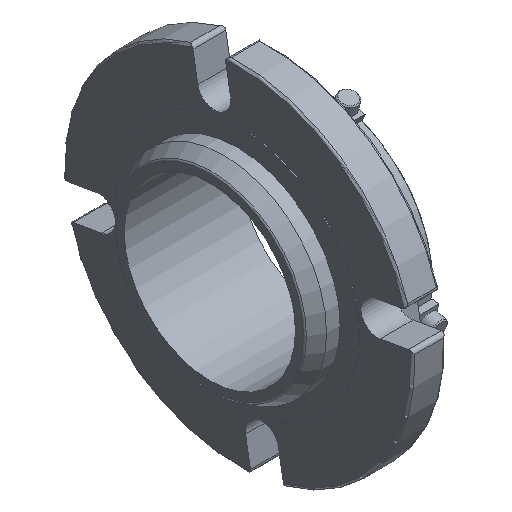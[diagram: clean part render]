
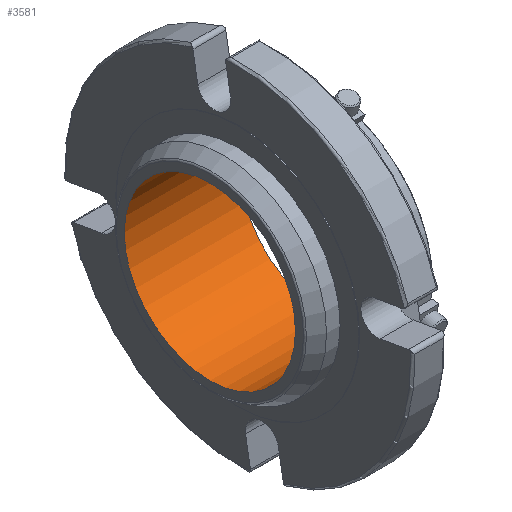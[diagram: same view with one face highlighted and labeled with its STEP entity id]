
A CAD part, isometric view. The second image highlights one B-rep face of the part: STEP entity #3581.
In plain terms, the highlighted cylindrical face has radius 61.913 mm (diameter 123.825 mm), a full revolution.
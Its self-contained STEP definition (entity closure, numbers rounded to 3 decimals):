
#711=ORIENTED_EDGE('',*,*,#1825,.T.);
#712=ORIENTED_EDGE('',*,*,#1826,.T.);
#1825=EDGE_CURVE('',#2382,#2382,#2768,.T.);
#1826=EDGE_CURVE('',#2383,#2383,#2769,.T.);
#2382=VERTEX_POINT('',#5241);
#2383=VERTEX_POINT('',#5243);
#2768=CIRCLE('',#3803,61.913);
#2769=CIRCLE('',#3804,61.913);
#2971=EDGE_LOOP('',(#711));
#2972=EDGE_LOOP('',(#712));
#3240=FACE_BOUND('',#2971,.T.);
#3241=FACE_BOUND('',#2972,.T.);
#3509=CYLINDRICAL_SURFACE('',#3802,61.913);
#3581=ADVANCED_FACE('',(#3240,#3241),#3509,.F.);
#3802=AXIS2_PLACEMENT_3D('',#5239,#4215,#4216);
#3803=AXIS2_PLACEMENT_3D('',#5240,#4217,#4218);
#3804=AXIS2_PLACEMENT_3D('',#5242,#4219,#4220);
#4215=DIRECTION('',(-1.,0.,0.));
#4216=DIRECTION('',(0.,0.,1.));
#4217=DIRECTION('',(1.,0.,0.));
#4218=DIRECTION('',(0.,0.,-1.));
#4219=DIRECTION('',(-1.,0.,0.));
#4220=DIRECTION('',(0.,0.,1.));
#5239=CARTESIAN_POINT('',(191.031,0.,0.));
#5240=CARTESIAN_POINT('',(38.557,0.,0.));
#5241=CARTESIAN_POINT('',(38.557,0.,-61.913));
#5242=CARTESIAN_POINT('',(-44.907,0.,0.));
#5243=CARTESIAN_POINT('',(-44.907,0.,61.913));
